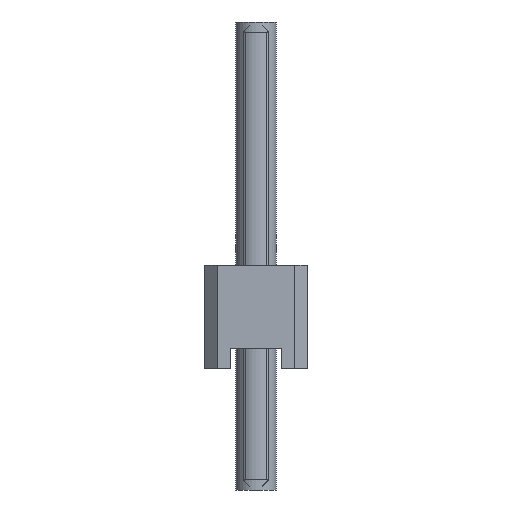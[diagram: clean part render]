
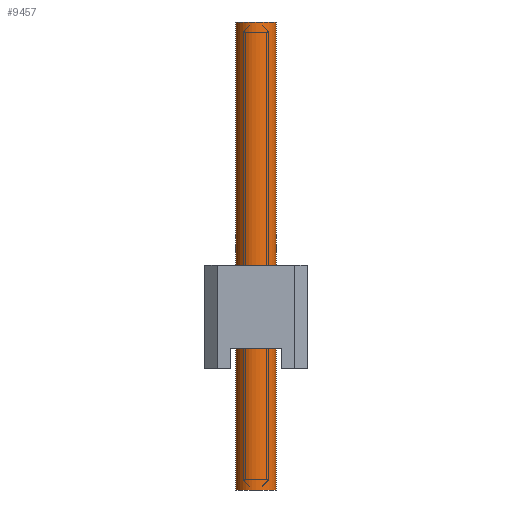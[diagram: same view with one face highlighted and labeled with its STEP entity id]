
A CAD part, left-side view. The second image highlights one B-rep face of the part: STEP entity #9457.
In plain terms, the highlighted cylindrical face has radius 0.5 mm (diameter 1 mm), a full revolution.
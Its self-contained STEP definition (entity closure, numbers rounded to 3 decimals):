
#151=CIRCLE('',#9984,0.5);
#152=CIRCLE('',#9985,0.5);
#420=CYLINDRICAL_SURFACE('',#9983,0.5);
#661=ORIENTED_EDGE('',*,*,#3435,.F.);
#662=ORIENTED_EDGE('',*,*,#3436,.T.);
#3435=EDGE_CURVE('',#4831,#4831,#151,.T.);
#3436=EDGE_CURVE('',#4832,#4832,#152,.T.);
#4831=VERTEX_POINT('',#13536);
#4832=VERTEX_POINT('',#13538);
#8035=EDGE_LOOP('',(#661));
#8036=EDGE_LOOP('',(#662));
#8575=FACE_BOUND('',#8035,.T.);
#8576=FACE_BOUND('',#8036,.T.);
#9457=ADVANCED_FACE('',(#8575,#8576),#420,.F.);
#9983=AXIS2_PLACEMENT_3D('',#13534,#10833,#10834);
#9984=AXIS2_PLACEMENT_3D('',#13535,#10835,#10836);
#9985=AXIS2_PLACEMENT_3D('',#13537,#10837,#10838);
#10833=DIRECTION('',(0.,0.,1.));
#10834=DIRECTION('',(1.,0.,0.));
#10835=DIRECTION('',(0.,0.,-1.));
#10836=DIRECTION('',(1.,0.,0.));
#10837=DIRECTION('',(0.,0.,-1.));
#10838=DIRECTION('',(1.,0.,0.));
#13534=CARTESIAN_POINT('',(0.,0.,0.));
#13535=CARTESIAN_POINT('',(0.,0.,11.54));
#13536=CARTESIAN_POINT('',(0.5,0.,11.54));
#13537=CARTESIAN_POINT('',(0.,0.,0.));
#13538=CARTESIAN_POINT('',(0.5,0.,0.));
